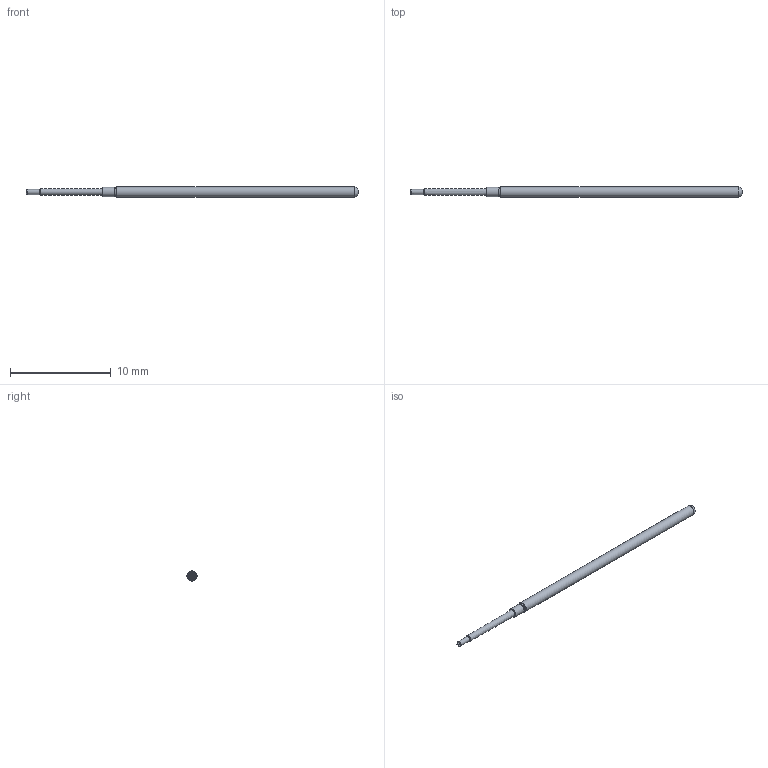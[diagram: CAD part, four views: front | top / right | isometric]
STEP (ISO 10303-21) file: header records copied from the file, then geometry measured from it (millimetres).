
FILE_DESCRIPTION (( 'STEP AP214' ), '1' );
FILE_NAME ('075-PR_2574_-S.STEP', '2017-10-12T17:13:42', ( '' ), ( '' ), 'SwSTEP 2.0', 'SolidWorks 2017', '' );
FILE_SCHEMA (( 'AUTOMOTIVE_DESIGN' ));
Length unit declared in the file: inch
Products named in the file (1): 075-PR_2574_-S
Bounding box: 33.02 x 1.02 x 1.02 mm (x, y, z)
Volume: 22.9 mm3; surface area: 97 mm2
Topology: 1 solids, 1 shells, 32 faces, 81 edges, 52 vertices
Faces by surface type: plane 23, torus 3, cylinder 3, cone 3
Full cylindrical faces by diameter (mm): 0.508 x1, 0.914 x1, 1.021 x1
Entity records: 1344 total; most frequent: CARTESIAN_POINT 201, ORIENTED_EDGE 140, DIRECTION 134, EDGE_CURVE 70, VERTEX_POINT 50, AXIS2_PLACEMENT_3D 47, EDGE_LOOP 42, VECTOR 40
